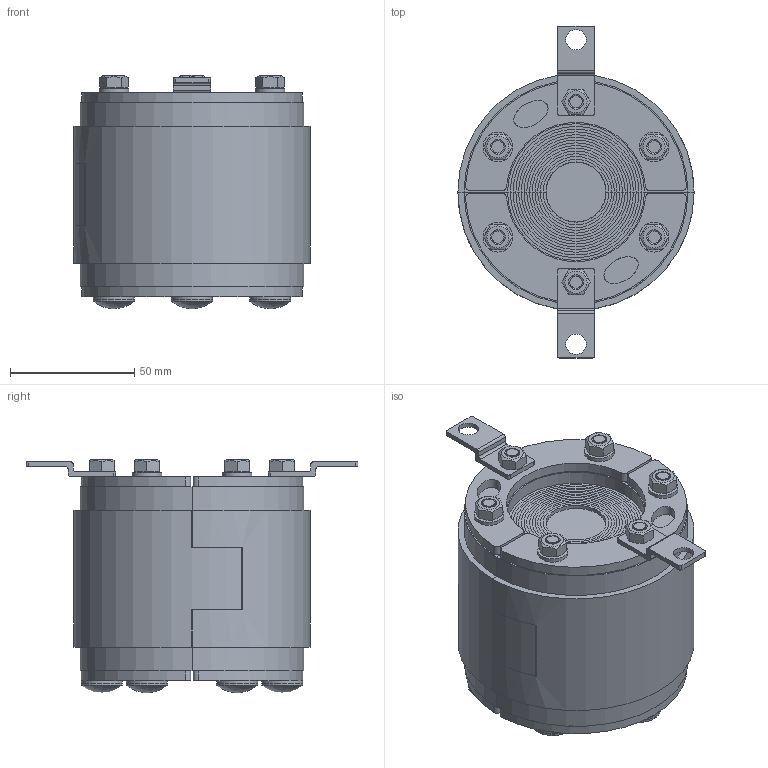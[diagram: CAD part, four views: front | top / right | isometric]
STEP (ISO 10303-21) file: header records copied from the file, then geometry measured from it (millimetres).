
FILE_DESCRIPTION(/* description */ (''),/* implementation_level */ '2;1');
FILE_NAME(/* name */ 'RS_95_UG.stp',/* time_stamp */ '2018-06-26T13:59:38+02:00',/* author */ ('se-tontor'),/* organization */ (''),/* preprocessor_version */ 'ST-DEVELOPER v16.1',/* originating_system */ 'Autodesk Inventor 2016',/* authorisation */ '');
FILE_SCHEMA (('AUTOMOTIVE_DESIGN { 1 0 10303 214 3 1 1 }'));
Length unit declared in the file: millimetre
Products named in the file (12): 100-061061; 100-055667; 100-055670; 100-055669; 100-055666; 100-006387; 100-002308; 100-001226; 100-001213; 100-111082-95; 100-051209-01; 100-117720
Assembly tree (35 placements, depth 3):
  100-117720
    100-061061
    100-055667  x4
    100-055666  x2
      100-055670
      100-055669
    100-006387  x6
    100-002308  x4
    100-001226  x6
    100-001213  x6
    100-111082-95  x2
    100-051209-01  x2
Bounding box: 95 x 133.5 x 93.79 mm (x, y, z)
Volume: 522486.5 mm3; surface area: 362121.8 mm2
Topology: 61 solids, 61 shells, 1839 faces, 4737 edges, 3138 vertices
Faces by surface type: plane 1306, bspline 278, cylinder 195, cone 54, sphere 6
Full cylindrical faces by diameter (mm): 4.917 x6, 5.5 x6, 6 x6, 6.2 x2, 6.4 x4, 8.2 x2, 12 x4, 16.5 x6, 16.55 x6, 24 x1
Entity records: 26279 total; most frequent: CARTESIAN_POINT 6276, ORIENTED_EDGE 4270, DIRECTION 3497, EDGE_CURVE 2135, LINE 1653, VECTOR 1653, VERTEX_POINT 1429, EDGE_LOOP 924
